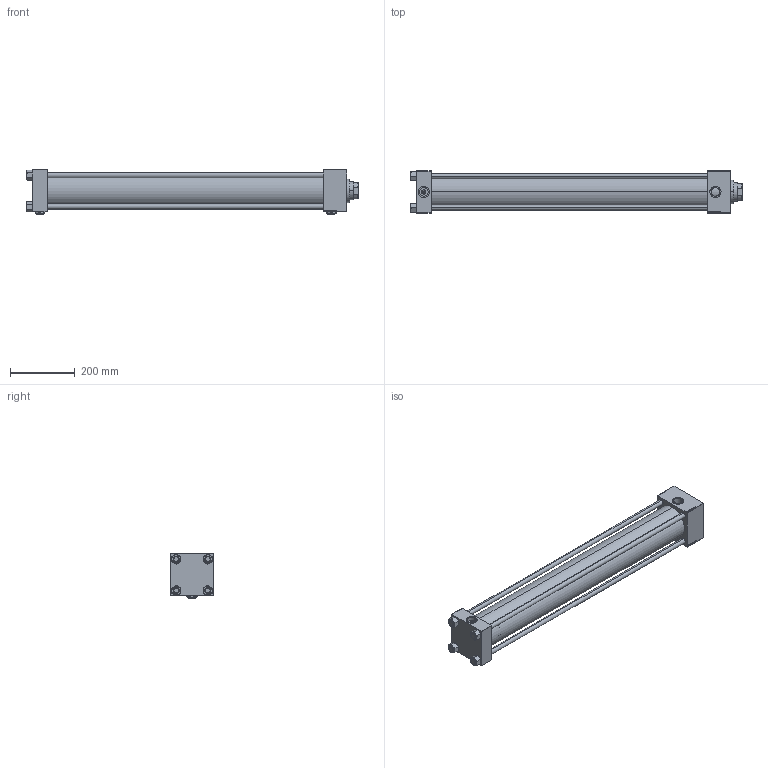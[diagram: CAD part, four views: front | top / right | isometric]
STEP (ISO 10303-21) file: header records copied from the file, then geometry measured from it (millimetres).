
FILE_DESCRIPTION (( 'STEP AP203' ), '1' );
FILE_NAME ('b301.STEP', '2025-02-18T20:52:39', ( '' ), ( '' ), 'SwSTEP 2.0', 'SolidWorks 2019', '' );
FILE_SCHEMA (( 'CONFIG_CONTROL_DESIGN' ));
Length unit declared in the file: millimetre
Products named in the file (7): V215_VC_A 3676e02378dd5d42f1ac44ff39bf6d25; V215CR_C_Body 3676e02378dd5d42f1ac44ff39bf6d25; NUT_M5_C 3676e02378dd5d42f1ac44ff39bf6d25; b301; V215CR_VCP_C 3676e02378dd5d42f1ac44ff39bf6d25; V215CR_C_TYCINKA 3676e02378dd5d42f1ac44ff39bf6d25; Zatka_pro_OIL_PORT 3676e02378dd5d42f1ac44ff39bf6d25
Assembly tree (13 placements, depth 2):
  b301
    V215CR_C_Body 3676e02378dd5d42f1ac44ff39bf6d25
    V215CR_VCP_C 3676e02378dd5d42f1ac44ff39bf6d25
    NUT_M5_C 3676e02378dd5d42f1ac44ff39bf6d25  x4
    V215CR_C_TYCINKA 3676e02378dd5d42f1ac44ff39bf6d25  x4
    V215_VC_A 3676e02378dd5d42f1ac44ff39bf6d25
    Zatka_pro_OIL_PORT 3676e02378dd5d42f1ac44ff39bf6d25  x2
Bounding box: 1023 x 130 x 137 mm (x, y, z)
Volume: 5766550.8 mm3; surface area: 1139275.7 mm2
Topology: 13 solids, 13 shells, 1297 faces, 3264 edges, 2115 vertices
Faces by surface type: plane 621, bspline 392, cone 178, cylinder 98, torus 8
Entity records: 52827 total; most frequent: CARTESIAN_POINT 27933, ORIENTED_EDGE 5600, DIRECTION 3632, EDGE_CURVE 2800, VERTEX_POINT 1835, LINE 1656, VECTOR 1656, EDGE_LOOP 1235
